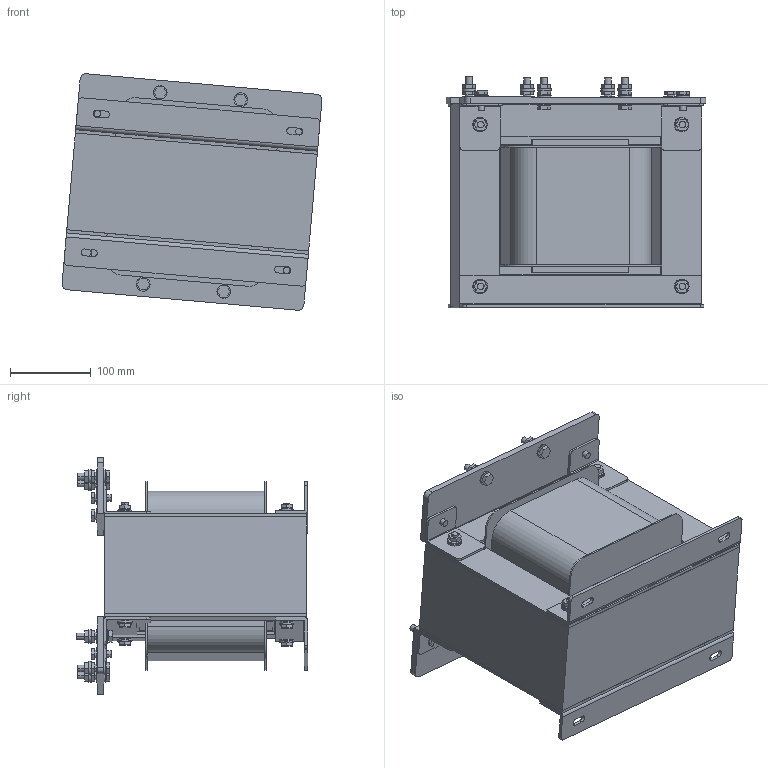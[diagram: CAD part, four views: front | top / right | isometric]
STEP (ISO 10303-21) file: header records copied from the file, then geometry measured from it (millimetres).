
FILE_DESCRIPTION((''),'2;1');
FILE_NAME('ASM0001_ASM','2024-06-26T',('Administrator'),(''),'PRO/ENGINEER BY PARAMETRIC TECHNOLOGY CORPORATION, 2008380','PRO/ENGINEER BY PARAMETRIC TECHNOLOGY CORPORATION, 2008380','');
FILE_SCHEMA(('CONFIG_CONTROL_DESIGN'));
Length unit declared in the file: millimetre
Products named in the file (15): PRT0002; PRT0001; PRT0003; PRT0004; PRT0005; PRT0006; PRT0007; PRT0008; PRT0009; PRT0010; PRT0011; M8-40; PRT0012; M8-35; ASM0001_ASM
Assembly tree (52 placements, depth 2):
  ASM0001_ASM
    PRT0002
    PRT0001
    PRT0003  x4
    PRT0004  x4
    PRT0005  x2
    PRT0006  x4
    PRT0007  x2
    PRT0008  x8
    PRT0009  x4
    PRT0010  x9
    PRT0011  x3
    M8-40
    PRT0012  x5
    M8-35  x4
Bounding box: 321.23 x 286 x 292.17 mm (x, y, z)
Volume: 11398234.8 mm3; surface area: 1088639.5 mm2
Topology: 52 solids, 52 shells, 783 faces, 1822 edges, 1214 vertices
Faces by surface type: plane 461, cylinder 322
Entity records: 8709 total; most frequent: DIRECTION 1557, CARTESIAN_POINT 1434, ORIENTED_EDGE 1316, EDGE_CURVE 658, AXIS2_PLACEMENT_3D 561, VERTEX_POINT 438, VECTOR 435, LINE 435
